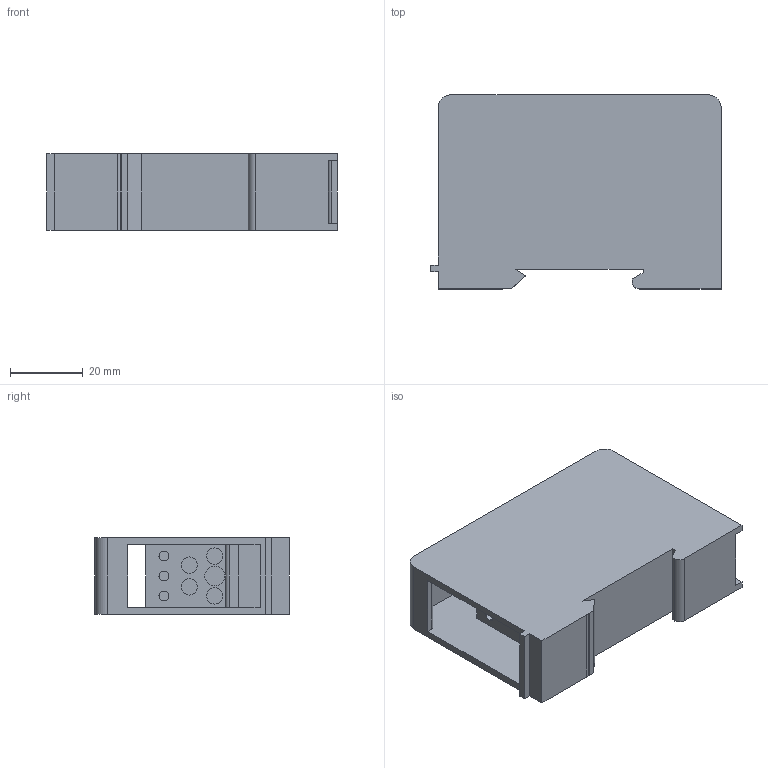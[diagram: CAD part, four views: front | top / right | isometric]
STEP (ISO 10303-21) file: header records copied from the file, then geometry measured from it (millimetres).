
FILE_DESCRIPTION((''),'2;1');
FILE_NAME('UJFX1','2023-07-26T',('dell'),(''),'PRO/ENGINEER BY PARAMETRIC TECHNOLOGY CORPORATION, 2013230','PRO/ENGINEER BY PARAMETRIC TECHNOLOGY CORPORATION, 2013230','');
FILE_SCHEMA(('AUTOMOTIVE_DESIGN { 1 0 10303 214 1 1 1 1 }'));
Length unit declared in the file: millimetre
Products named in the file (1): UJFX1
Bounding box: 80.03 x 53.5 x 21 mm (x, y, z)
Volume: 43980.4 mm3; surface area: 22166.2 mm2
Topology: 1 solids, 1 shells, 89 faces, 237 edges, 158 vertices
Faces by surface type: plane 58, cylinder 31
Entity records: 2848 total; most frequent: CARTESIAN_POINT 486, DIRECTION 477, ORIENTED_EDGE 474, EDGE_CURVE 237, VECTOR 175, LINE 175, VERTEX_POINT 158, AXIS2_PLACEMENT_3D 151
